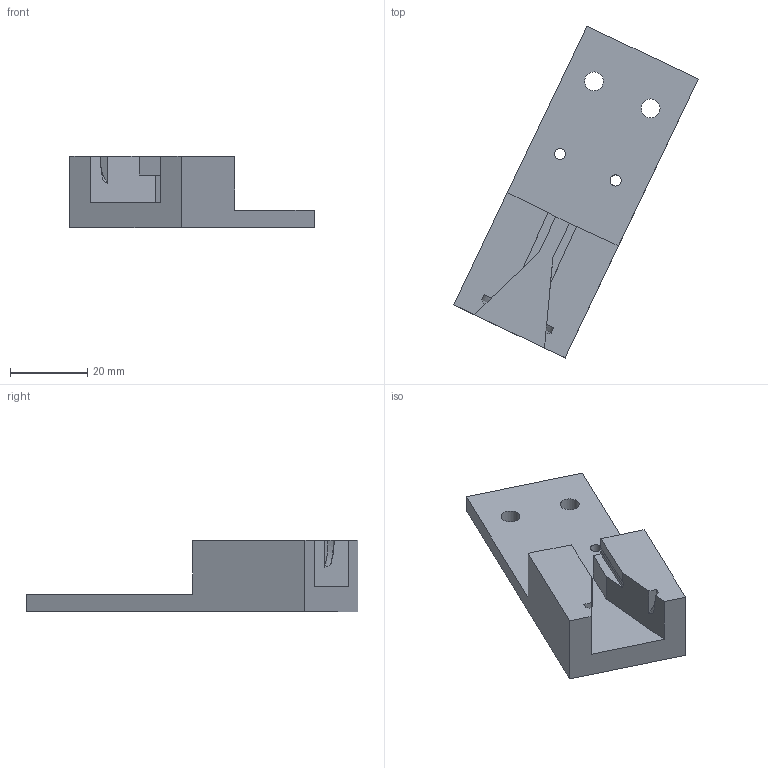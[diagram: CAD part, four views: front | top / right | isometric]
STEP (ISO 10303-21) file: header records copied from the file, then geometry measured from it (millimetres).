
FILE_DESCRIPTION(/* description */ (''),/* implementation_level */ '2;1');
FILE_NAME(/* name */ '30_CUBE_openSIM_Laser_Telescope_Mount.ipt.step',/* time_stamp */ '2022-11-29T08:17:48+01:00',/* author */ ('diederichbenedict'),/* organization */ (''),/* preprocessor_version */ 'ST-DEVELOPER v18.1',/* originating_system */ 'Autodesk Inventor 2022',/* authorisation */ '');
FILE_SCHEMA (('AUTOMOTIVE_DESIGN { 1 0 10303 214 3 1 1 }','MODEL_BASED_INTEGRATED_MANUFACTURING_SCHEMA'));
Length unit declared in the file: millimetre
Products named in the file (1): 30_CUBE_openSIM_Laser_Telescope_Mount
Bounding box: 63.43 x 86.2 x 18.47 mm (x, y, z)
Volume: 21597.8 mm3; surface area: 8648 mm2
Topology: 1 solids, 1 shells, 46 faces, 121 edges, 80 vertices
Faces by surface type: plane 35, cylinder 9, sphere 2
Full cylindrical faces by diameter (mm): 2.9 x2, 4.9 x3, 6 x2
Entity records: 1485 total; most frequent: CARTESIAN_POINT 249, DIRECTION 243, ORIENTED_EDGE 242, EDGE_CURVE 121, LINE 93, VECTOR 93, VERTEX_POINT 80, AXIS2_PLACEMENT_3D 75
